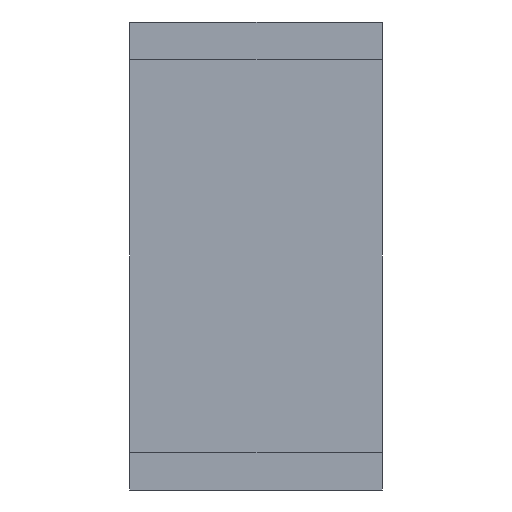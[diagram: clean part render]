
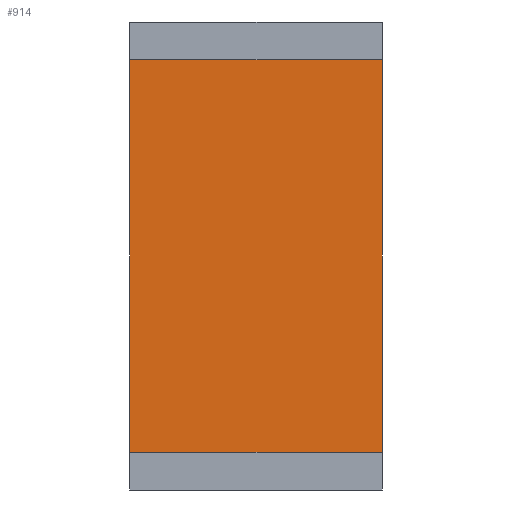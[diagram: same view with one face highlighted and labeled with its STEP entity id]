
A CAD part, left-side view. The second image highlights one B-rep face of the part: STEP entity #914.
In plain terms, the highlighted planar face has unit normal (-1, 0, 0).
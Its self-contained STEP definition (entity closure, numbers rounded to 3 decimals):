
#68 = VERTEX_POINT('',#69);
#69 = CARTESIAN_POINT('',(-32.5,10.,3.));
#83 = PLANE('',#84);
#84 = AXIS2_PLACEMENT_3D('',#85,#86,#87);
#85 = CARTESIAN_POINT('',(-32.5,-10.,0.));
#86 = DIRECTION('',(-1.,0.,0.));
#87 = DIRECTION('',(0.,1.,0.));
#111 = PLANE('',#112);
#112 = AXIS2_PLACEMENT_3D('',#113,#114,#115);
#113 = CARTESIAN_POINT('',(-32.5,10.,0.));
#114 = DIRECTION('',(0.,1.,0.));
#115 = DIRECTION('',(1.,0.,0.));
#315 = EDGE_CURVE('',#68,#316,#318,.T.);
#316 = VERTEX_POINT('',#317);
#317 = CARTESIAN_POINT('',(-32.5,10.,34.));
#318 = SURFACE_CURVE('',#319,(#323,#330),.PCURVE_S1.);
#319 = LINE('',#320,#321);
#320 = CARTESIAN_POINT('',(-32.5,10.,0.));
#321 = VECTOR('',#322,1.);
#322 = DIRECTION('',(0.,0.,1.));
#323 = PCURVE('',#111,#324);
#324 = DEFINITIONAL_REPRESENTATION('',(#325),#329);
#325 = LINE('',#326,#327);
#326 = CARTESIAN_POINT('',(0.,0.));
#327 = VECTOR('',#328,1.);
#328 = DIRECTION('',(0.,-1.));
#329 = ( GEOMETRIC_REPRESENTATION_CONTEXT(2) 
PARAMETRIC_REPRESENTATION_CONTEXT() REPRESENTATION_CONTEXT('2D SPACE',''
  ) );
#330 = PCURVE('',#331,#336);
#331 = PLANE('',#332);
#332 = AXIS2_PLACEMENT_3D('',#333,#334,#335);
#333 = CARTESIAN_POINT('',(-32.5,-10.,0.));
#334 = DIRECTION('',(-1.,0.,0.));
#335 = DIRECTION('',(0.,1.,0.));
#336 = DEFINITIONAL_REPRESENTATION('',(#337),#341);
#337 = LINE('',#338,#339);
#338 = CARTESIAN_POINT('',(20.,0.));
#339 = VECTOR('',#340,1.);
#340 = DIRECTION('',(0.,-1.));
#341 = ( GEOMETRIC_REPRESENTATION_CONTEXT(2) 
PARAMETRIC_REPRESENTATION_CONTEXT() REPRESENTATION_CONTEXT('2D SPACE',''
  ) );
#401 = VERTEX_POINT('',#402);
#402 = CARTESIAN_POINT('',(-32.5,-10.,3.));
#423 = EDGE_CURVE('',#401,#68,#424,.T.);
#424 = SURFACE_CURVE('',#425,(#429,#436),.PCURVE_S1.);
#425 = LINE('',#426,#427);
#426 = CARTESIAN_POINT('',(-32.5,-10.,3.));
#427 = VECTOR('',#428,1.);
#428 = DIRECTION('',(0.,1.,0.));
#429 = PCURVE('',#83,#430);
#430 = DEFINITIONAL_REPRESENTATION('',(#431),#435);
#431 = LINE('',#432,#433);
#432 = CARTESIAN_POINT('',(0.,-3.));
#433 = VECTOR('',#434,1.);
#434 = DIRECTION('',(1.,0.));
#435 = ( GEOMETRIC_REPRESENTATION_CONTEXT(2) 
PARAMETRIC_REPRESENTATION_CONTEXT() REPRESENTATION_CONTEXT('2D SPACE',''
  ) );
#436 = PCURVE('',#331,#437);
#437 = DEFINITIONAL_REPRESENTATION('',(#438),#442);
#438 = LINE('',#439,#440);
#439 = CARTESIAN_POINT('',(0.,-3.));
#440 = VECTOR('',#441,1.);
#441 = DIRECTION('',(1.,0.));
#442 = ( GEOMETRIC_REPRESENTATION_CONTEXT(2) 
PARAMETRIC_REPRESENTATION_CONTEXT() REPRESENTATION_CONTEXT('2D SPACE',''
  ) );
#492 = PLANE('',#493);
#493 = AXIS2_PLACEMENT_3D('',#494,#495,#496);
#494 = CARTESIAN_POINT('',(-29.5,-10.,0.));
#495 = DIRECTION('',(0.,-1.,0.));
#496 = DIRECTION('',(-1.,0.,0.));
#849 = PLANE('',#850);
#850 = AXIS2_PLACEMENT_3D('',#851,#852,#853);
#851 = CARTESIAN_POINT('',(-32.5,-10.,0.));
#852 = DIRECTION('',(-1.,0.,0.));
#853 = DIRECTION('',(0.,1.,0.));
#914 = ADVANCED_FACE('',(#915),#331,.T.);
#915 = FACE_BOUND('',#916,.T.);
#916 = EDGE_LOOP('',(#917,#918,#941,#962));
#917 = ORIENTED_EDGE('',*,*,#423,.F.);
#918 = ORIENTED_EDGE('',*,*,#919,.T.);
#919 = EDGE_CURVE('',#401,#920,#922,.T.);
#920 = VERTEX_POINT('',#921);
#921 = CARTESIAN_POINT('',(-32.5,-10.,34.));
#922 = SURFACE_CURVE('',#923,(#927,#934),.PCURVE_S1.);
#923 = LINE('',#924,#925);
#924 = CARTESIAN_POINT('',(-32.5,-10.,0.));
#925 = VECTOR('',#926,1.);
#926 = DIRECTION('',(0.,0.,1.));
#927 = PCURVE('',#331,#928);
#928 = DEFINITIONAL_REPRESENTATION('',(#929),#933);
#929 = LINE('',#930,#931);
#930 = CARTESIAN_POINT('',(0.,0.));
#931 = VECTOR('',#932,1.);
#932 = DIRECTION('',(0.,-1.));
#933 = ( GEOMETRIC_REPRESENTATION_CONTEXT(2) 
PARAMETRIC_REPRESENTATION_CONTEXT() REPRESENTATION_CONTEXT('2D SPACE',''
  ) );
#934 = PCURVE('',#492,#935);
#935 = DEFINITIONAL_REPRESENTATION('',(#936),#940);
#936 = LINE('',#937,#938);
#937 = CARTESIAN_POINT('',(3.,0.));
#938 = VECTOR('',#939,1.);
#939 = DIRECTION('',(0.,-1.));
#940 = ( GEOMETRIC_REPRESENTATION_CONTEXT(2) 
PARAMETRIC_REPRESENTATION_CONTEXT() REPRESENTATION_CONTEXT('2D SPACE',''
  ) );
#941 = ORIENTED_EDGE('',*,*,#942,.F.);
#942 = EDGE_CURVE('',#316,#920,#943,.T.);
#943 = SURFACE_CURVE('',#944,(#948,#955),.PCURVE_S1.);
#944 = LINE('',#945,#946);
#945 = CARTESIAN_POINT('',(-32.5,10.,34.));
#946 = VECTOR('',#947,1.);
#947 = DIRECTION('',(-0.,-1.,-0.));
#948 = PCURVE('',#331,#949);
#949 = DEFINITIONAL_REPRESENTATION('',(#950),#954);
#950 = LINE('',#951,#952);
#951 = CARTESIAN_POINT('',(20.,-34.));
#952 = VECTOR('',#953,1.);
#953 = DIRECTION('',(-1.,0.));
#954 = ( GEOMETRIC_REPRESENTATION_CONTEXT(2) 
PARAMETRIC_REPRESENTATION_CONTEXT() REPRESENTATION_CONTEXT('2D SPACE',''
  ) );
#955 = PCURVE('',#849,#956);
#956 = DEFINITIONAL_REPRESENTATION('',(#957),#961);
#957 = LINE('',#958,#959);
#958 = CARTESIAN_POINT('',(20.,-34.));
#959 = VECTOR('',#960,1.);
#960 = DIRECTION('',(-1.,0.));
#961 = ( GEOMETRIC_REPRESENTATION_CONTEXT(2) 
PARAMETRIC_REPRESENTATION_CONTEXT() REPRESENTATION_CONTEXT('2D SPACE',''
  ) );
#962 = ORIENTED_EDGE('',*,*,#315,.F.);
